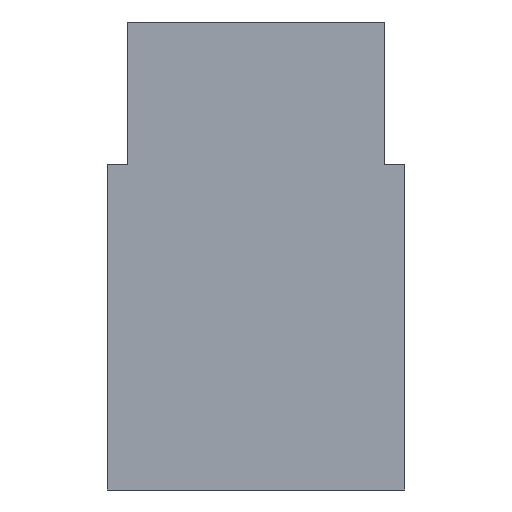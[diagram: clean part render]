
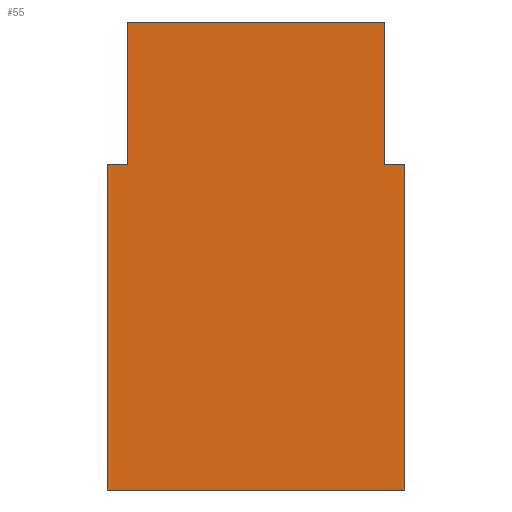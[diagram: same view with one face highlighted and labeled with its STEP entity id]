
A CAD part, front view. The second image highlights one B-rep face of the part: STEP entity #55.
In plain terms, the highlighted planar face has unit normal (0, -1, 0).
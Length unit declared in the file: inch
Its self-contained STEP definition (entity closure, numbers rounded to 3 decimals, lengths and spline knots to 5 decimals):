
#10 = VECTOR ( 'NONE', #265, 39.37008 ) ;
#15 = ORIENTED_EDGE ( 'NONE', *, *, #152, .T. ) ;
#25 = ORIENTED_EDGE ( 'NONE', *, *, #349, .T. ) ;
#30 = CARTESIAN_POINT ( 'NONE',  ( -0.31642, 0.10236, 0. ) ) ;
#33 = CARTESIAN_POINT ( 'NONE',  ( -0.8937, 0.10236, -0.39567 ) ) ;
#41 = VECTOR ( 'NONE', #202, 39.37008 ) ;
#55 = ADVANCED_FACE ( 'NONE', ( #125 ), #533, .T. ) ;
#62 = VERTEX_POINT ( 'NONE', #33 ) ;
#68 = ORIENTED_EDGE ( 'NONE', *, *, #346, .F. ) ;
#72 = CARTESIAN_POINT ( 'NONE',  ( -0.35594, 0.10236, 0. ) ) ;
#76 = LINE ( 'NONE', #30, #309 ) ;
#80 = AXIS2_PLACEMENT_3D ( 'NONE', #130, #330, #567 ) ;
#83 = VERTEX_POINT ( 'NONE', #182 ) ;
#109 = VERTEX_POINT ( 'NONE', #421 ) ;
#112 = ORIENTED_EDGE ( 'NONE', *, *, #300, .T. ) ;
#125 = FACE_OUTER_BOUND ( 'NONE', #516, .T. ) ;
#130 = CARTESIAN_POINT ( 'NONE',  ( 0., 0.10236, 0. ) ) ;
#131 = CARTESIAN_POINT ( 'NONE',  ( -0.85417, 0.10236, -0.12008 ) ) ;
#152 = EDGE_CURVE ( 'NONE', #259, #592, #325, .T. ) ;
#154 = LINE ( 'NONE', #406, #41 ) ;
#161 = CARTESIAN_POINT ( 'NONE',  ( -0.31642, 0.10236, -0.39567 ) ) ;
#182 = CARTESIAN_POINT ( 'NONE',  ( -0.85417, 0.10236, -0.39567 ) ) ;
#196 = CARTESIAN_POINT ( 'NONE',  ( -0.8937, 0.10236, 0. ) ) ;
#202 = DIRECTION ( 'NONE',  ( 1., 0., 0. ) ) ;
#203 = VECTOR ( 'NONE', #611, 39.37008 ) ;
#206 = CARTESIAN_POINT ( 'NONE',  ( 0., 0.10236, -1.02724 ) ) ;
#222 = DIRECTION ( 'NONE',  ( -1., 0., 0. ) ) ;
#242 = ORIENTED_EDGE ( 'NONE', *, *, #528, .T. ) ;
#259 = VERTEX_POINT ( 'NONE', #536 ) ;
#265 = DIRECTION ( 'NONE',  ( 0., 0., 1. ) ) ;
#272 = DIRECTION ( 'NONE',  ( 0., 0., -1. ) ) ;
#299 = ORIENTED_EDGE ( 'NONE', *, *, #522, .T. ) ;
#300 = EDGE_CURVE ( 'NONE', #62, #452, #598, .T. ) ;
#309 = VECTOR ( 'NONE', #272, 39.37008 ) ;
#313 = ORIENTED_EDGE ( 'NONE', *, *, #439, .F. ) ;
#318 = CARTESIAN_POINT ( 'NONE',  ( -0.31642, 0.10236, -1.02724 ) ) ;
#325 = LINE ( 'NONE', #530, #472 ) ;
#330 = DIRECTION ( 'NONE',  ( 0., -1., 0. ) ) ;
#346 = EDGE_CURVE ( 'NONE', #109, #455, #154, .T. ) ;
#349 = EDGE_CURVE ( 'NONE', #592, #83, #560, .T. ) ;
#366 = LINE ( 'NONE', #468, #485 ) ;
#395 = DIRECTION ( 'NONE',  ( 0., 0., -1. ) ) ;
#406 = CARTESIAN_POINT ( 'NONE',  ( 0., 0.10236, -0.39567 ) ) ;
#421 = CARTESIAN_POINT ( 'NONE',  ( -0.35594, 0.10236, -0.39567 ) ) ;
#439 = EDGE_CURVE ( 'NONE', #548, #452, #460, .T. ) ;
#452 = VERTEX_POINT ( 'NONE', #613 ) ;
#455 = VERTEX_POINT ( 'NONE', #161 ) ;
#459 = VECTOR ( 'NONE', #507, 39.37008 ) ;
#460 = LINE ( 'NONE', #206, #203 ) ;
#468 = CARTESIAN_POINT ( 'NONE',  ( 0., 0.10236, -0.39567 ) ) ;
#472 = VECTOR ( 'NONE', #583, 39.37008 ) ;
#485 = VECTOR ( 'NONE', #222, 39.37008 ) ;
#507 = DIRECTION ( 'NONE',  ( 0., 0., -1. ) ) ;
#516 = EDGE_LOOP ( 'NONE', ( #242, #112, #313, #620, #68, #299, #15, #25 ) ) ;
#522 = EDGE_CURVE ( 'NONE', #109, #259, #532, .T. ) ;
#528 = EDGE_CURVE ( 'NONE', #83, #62, #366, .T. ) ;
#530 = CARTESIAN_POINT ( 'NONE',  ( 0., 0.10236, -0.12008 ) ) ;
#532 = LINE ( 'NONE', #72, #10 ) ;
#533 = PLANE ( 'NONE',  #80 ) ;
#536 = CARTESIAN_POINT ( 'NONE',  ( -0.35594, 0.10236, -0.12008 ) ) ;
#548 = VERTEX_POINT ( 'NONE', #318 ) ;
#558 = CARTESIAN_POINT ( 'NONE',  ( -0.85417, 0.10236, 0. ) ) ;
#560 = LINE ( 'NONE', #558, #459 ) ;
#567 = DIRECTION ( 'NONE',  ( 0., 0., -1. ) ) ;
#570 = VECTOR ( 'NONE', #395, 39.37008 ) ;
#583 = DIRECTION ( 'NONE',  ( -1., 0., 0. ) ) ;
#584 = EDGE_CURVE ( 'NONE', #455, #548, #76, .T. ) ;
#592 = VERTEX_POINT ( 'NONE', #131 ) ;
#598 = LINE ( 'NONE', #196, #570 ) ;
#611 = DIRECTION ( 'NONE',  ( -1., 0., 0. ) ) ;
#613 = CARTESIAN_POINT ( 'NONE',  ( -0.8937, 0.10236, -1.02724 ) ) ;
#620 = ORIENTED_EDGE ( 'NONE', *, *, #584, .F. ) ;
